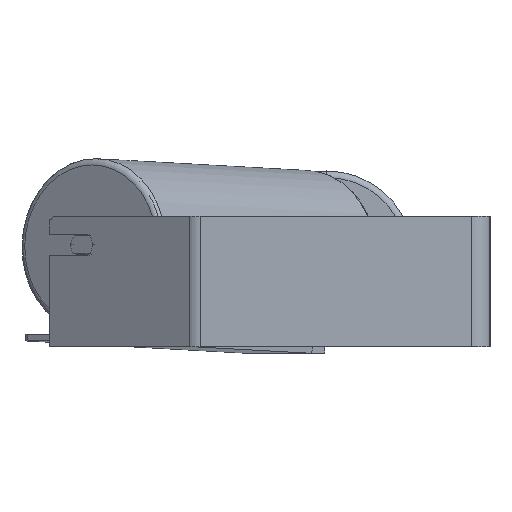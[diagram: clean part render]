
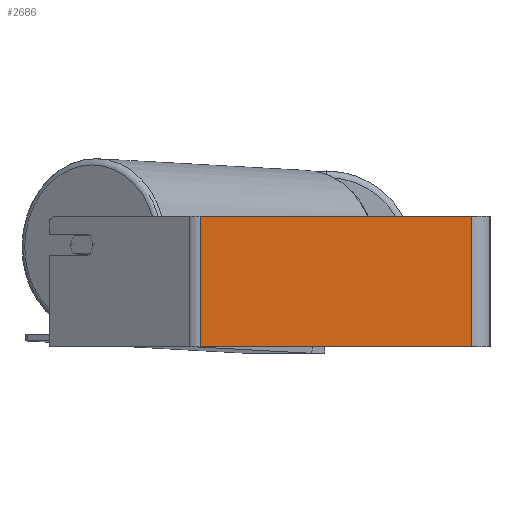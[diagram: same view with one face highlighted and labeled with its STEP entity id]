
A CAD part, left-side view. The second image highlights one B-rep face of the part: STEP entity #2686.
In plain terms, the highlighted planar face has unit normal (-1, 0, 0).
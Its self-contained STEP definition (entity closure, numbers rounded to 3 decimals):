
#352 = CARTESIAN_POINT ( 'NONE',  ( -500., 221.86, 50. ) ) ;
#1128 = DIRECTION ( 'NONE',  ( 0., -1., 0. ) ) ;
#1157 = CARTESIAN_POINT ( 'NONE',  ( -500., 14., 50. ) ) ;
#1281 = CARTESIAN_POINT ( 'NONE',  ( -500., 226.274, 50. ) ) ;
#1374 = AXIS2_PLACEMENT_3D ( 'NONE', #3608, #8495, #6309 ) ;
#1568 = EDGE_CURVE ( 'NONE', #6312, #8123, #6631, .T. ) ;
#1873 = DIRECTION ( 'NONE',  ( 0., -1., 0. ) ) ;
#1970 = VECTOR ( 'NONE', #3946, 1000. ) ;
#2042 = EDGE_LOOP ( 'NONE', ( #7749, #4144, #5687, #4179 ) ) ;
#2686 = ADVANCED_FACE ( 'NONE', ( #8549 ), #3562, .F. ) ;
#2863 = VECTOR ( 'NONE', #1128, 1000. ) ;
#3092 = VERTEX_POINT ( 'NONE', #5004 ) ;
#3176 = LINE ( 'NONE', #1157, #1970 ) ;
#3562 = PLANE ( 'NONE',  #1374 ) ;
#3608 = CARTESIAN_POINT ( 'NONE',  ( -500., 226.274, 50. ) ) ;
#3681 = EDGE_CURVE ( 'NONE', #3847, #3092, #3176, .T. ) ;
#3847 = VERTEX_POINT ( 'NONE', #5563 ) ;
#3946 = DIRECTION ( 'NONE',  ( 0., 0., -1. ) ) ;
#4144 = ORIENTED_EDGE ( 'NONE', *, *, #3681, .F. ) ;
#4179 = ORIENTED_EDGE ( 'NONE', *, *, #1568, .T. ) ;
#4632 = VECTOR ( 'NONE', #1873, 1000. ) ;
#4658 = CARTESIAN_POINT ( 'NONE',  ( -500., 221.86, 50. ) ) ;
#5004 = CARTESIAN_POINT ( 'NONE',  ( -500., 14., -50. ) ) ;
#5563 = CARTESIAN_POINT ( 'NONE',  ( -500., 14., 50. ) ) ;
#5687 = ORIENTED_EDGE ( 'NONE', *, *, #9056, .F. ) ;
#5791 = CARTESIAN_POINT ( 'NONE',  ( -500., 221.86, -50. ) ) ;
#5877 = VECTOR ( 'NONE', #7229, 1000. ) ;
#5934 = LINE ( 'NONE', #8080, #2863 ) ;
#6309 = DIRECTION ( 'NONE',  ( 0., 0., -1. ) ) ;
#6312 = VERTEX_POINT ( 'NONE', #4658 ) ;
#6631 = LINE ( 'NONE', #352, #5877 ) ;
#7229 = DIRECTION ( 'NONE',  ( 0., 0., -1. ) ) ;
#7373 = LINE ( 'NONE', #1281, #4632 ) ;
#7749 = ORIENTED_EDGE ( 'NONE', *, *, #8288, .T. ) ;
#8080 = CARTESIAN_POINT ( 'NONE',  ( -500., 226.274, -50. ) ) ;
#8123 = VERTEX_POINT ( 'NONE', #5791 ) ;
#8288 = EDGE_CURVE ( 'NONE', #8123, #3092, #5934, .T. ) ;
#8495 = DIRECTION ( 'NONE',  ( 1., 0., 0. ) ) ;
#8549 = FACE_OUTER_BOUND ( 'NONE', #2042, .T. ) ;
#9056 = EDGE_CURVE ( 'NONE', #6312, #3847, #7373, .T. ) ;
